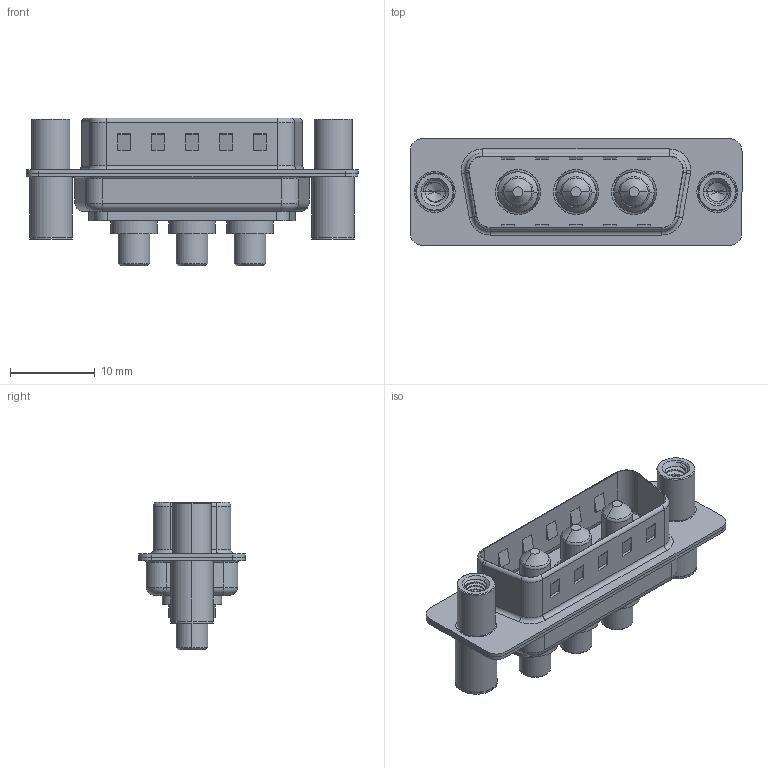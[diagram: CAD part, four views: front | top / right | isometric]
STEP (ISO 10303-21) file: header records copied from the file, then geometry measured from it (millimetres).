
FILE_DESCRIPTION (( 'STEP AP203' ), '1' );
FILE_NAME ('627-3W3-224-4TC.STEP', '2019-05-24T15:05:05', ( '' ), ( '' ), 'SwSTEP 2.0', 'SolidWorks 2016', '' );
FILE_SCHEMA (( 'CONFIG_CONTROL_DESIGN' ));
Length unit declared in the file: millimetre
Products named in the file (7): 627Combo Shell Front_15 Contacts; 627Combo Threaded Standoff and Board Spacer_C; Power Pin_40A S; 627Combo Threaded Standoff and Board Spacer_4; 627-3W3-224-4TC; 627Combo Housing_3W3; 627Combo Shell Rear_15 Contacts
Assembly tree (8 placements, depth 2):
  627-3W3-224-4TC
    627Combo Housing_3W3
    627Combo Shell Rear_15 Contacts
    627Combo Shell Front_15 Contacts
    627Combo Threaded Standoff and Board Spacer_C
    Power Pin_40A S  x3
    627Combo Threaded Standoff and Board Spacer_4
Bounding box: 39.15 x 12.6 x 17.4 mm (x, y, z)
Volume: 2394.4 mm3; surface area: 5266.8 mm2
Topology: 11 solids, 11 shells, 555 faces, 1358 edges, 843 vertices
Faces by surface type: cylinder 252, plane 175, torus 60, cone 50, bspline 18
Entity records: 19780 total; most frequent: CARTESIAN_POINT 7644, ORIENTED_EDGE 2404, DIRECTION 2387, EDGE_CURVE 1202, AXIS2_PLACEMENT_3D 895, VERTEX_POINT 755, LINE 597, VECTOR 597
